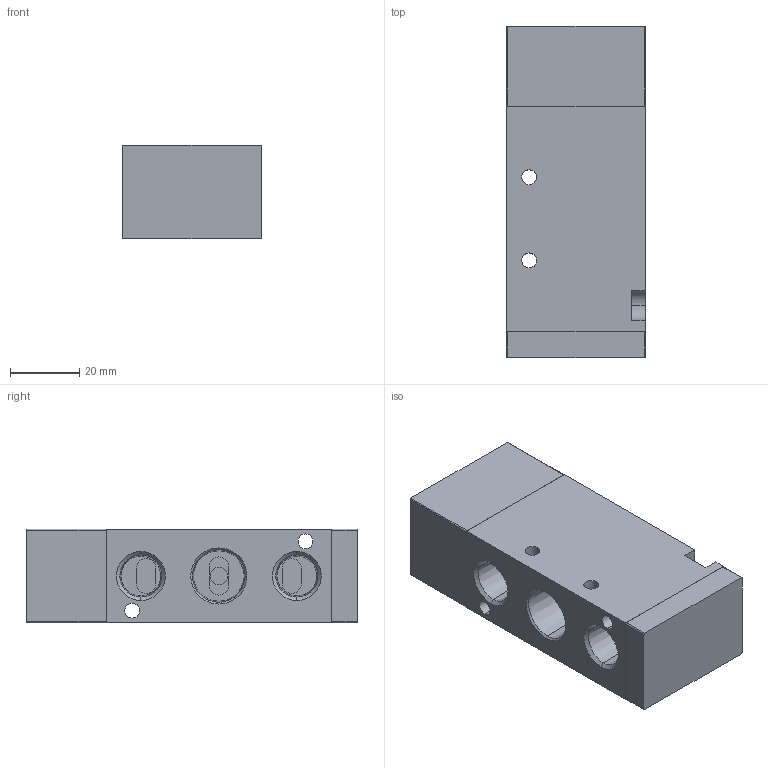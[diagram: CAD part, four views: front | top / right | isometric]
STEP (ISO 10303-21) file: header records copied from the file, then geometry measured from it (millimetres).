
FILE_DESCRIPTION (( 'STEP AP203' ), '1' );
FILE_NAME ('AVS-5343.STEP', '2021-09-13T11:13:43', ( '' ), ( '' ), 'SwSTEP 2.0', 'SolidWorks 2021', '' );
FILE_SCHEMA (( 'CONFIG_CONTROL_DESIGN' ));
Length unit declared in the file: inch
Products named in the file (1): AVS-5343
Bounding box: 40 x 95.5 x 27 mm (x, y, z)
Volume: 90209.8 mm3; surface area: 24236.8 mm2
Topology: 3 solids, 3 shells, 106 faces, 252 edges, 164 vertices
Faces by surface type: plane 46, cylinder 36, cone 24
Entity records: 3179 total; most frequent: DIRECTION 574, CARTESIAN_POINT 523, ORIENTED_EDGE 504, EDGE_CURVE 252, AXIS2_PLACEMENT_3D 215, VERTEX_POINT 164, LINE 144, VECTOR 144
